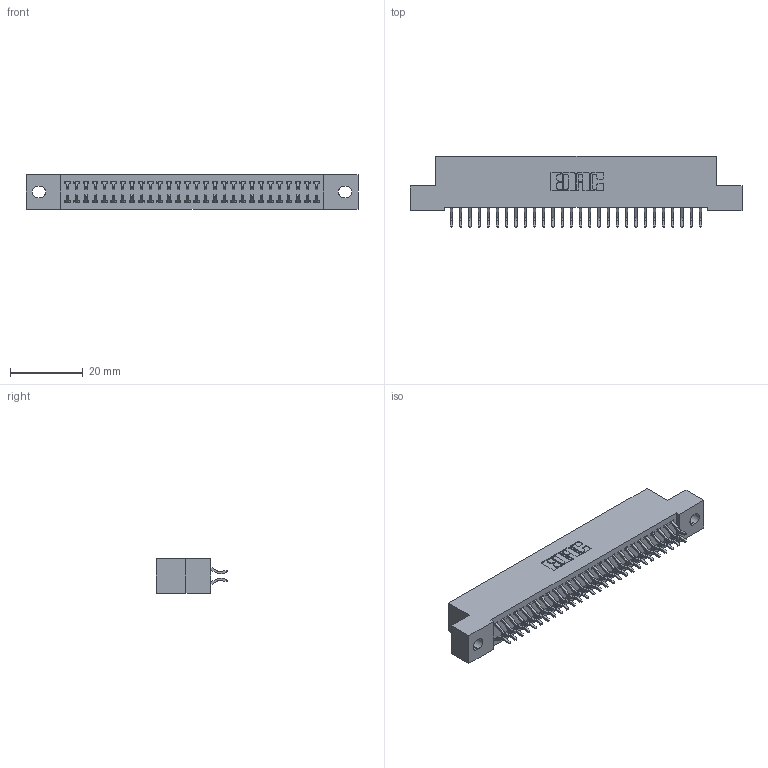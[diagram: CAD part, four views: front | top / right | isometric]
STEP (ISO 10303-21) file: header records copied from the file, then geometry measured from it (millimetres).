
FILE_DESCRIPTION (( 'STEP AP203' ), '1' );
FILE_NAME ('342-056-556-202.STEP', '2019-10-03T11:39:05', ( '' ), ( '' ), 'SwSTEP 2.0', 'SolidWorks 2016', '' );
FILE_SCHEMA (( 'CONFIG_CONTROL_DESIGN' ));
Length unit declared in the file: inch
Products named in the file (3): 342 Part_.128 Slot; 345-292-001_556 Tail; 342-056-556-202
Assembly tree (57 placements, depth 2):
  342-056-556-202
    342 Part_.128 Slot
    345-292-001_556 Tail  x56
Bounding box: 91.44 x 19.58 x 9.4 mm (x, y, z)
Volume: 8096 mm3; surface area: 12538.5 mm2
Topology: 57 solids, 57 shells, 3362 faces, 9999 edges, 6590 vertices
Faces by surface type: plane 2310, cylinder 1052
Entity records: 20047 total; most frequent: CARTESIAN_POINT 3354, ORIENTED_EDGE 3278, DIRECTION 2879, EDGE_CURVE 1639, VECTOR 1503, LINE 1503, VERTEX_POINT 1090, AXIS2_PLACEMENT_3D 688
